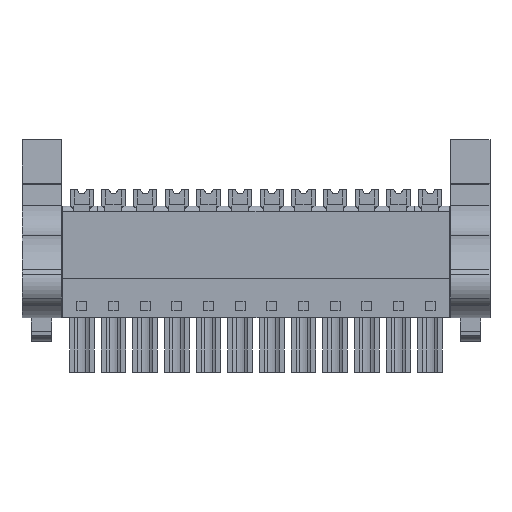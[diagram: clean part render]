
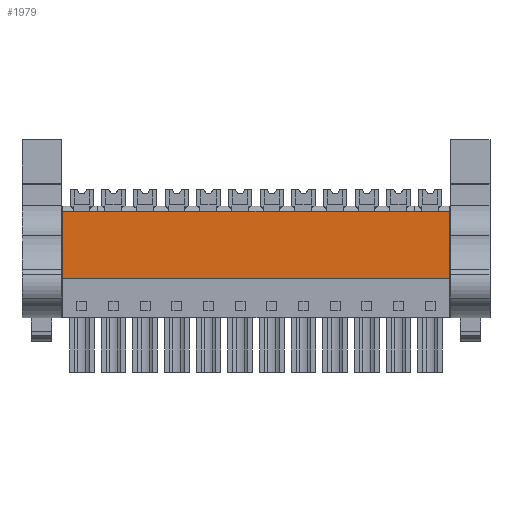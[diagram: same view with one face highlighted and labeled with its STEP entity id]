
A CAD part, front view. The second image highlights one B-rep face of the part: STEP entity #1979.
In plain terms, the highlighted planar face has unit normal (0, -1, 0).
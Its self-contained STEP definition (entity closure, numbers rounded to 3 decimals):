
#1959=AXIS2_PLACEMENT_3D('Plane Axis2P3D',#1956,#1957,#1958) ;
#77=CARTESIAN_POINT('Vertex',(4.9,2.029,11.25)) ;
#80=CARTESIAN_POINT('Line Origine',(4.9,2.029,13.3)) ;
#84=CARTESIAN_POINT('Vertex',(4.9,2.029,19.4)) ;
#1941=CARTESIAN_POINT('Vertex',(51.41,2.029,11.25)) ;
#1944=CARTESIAN_POINT('Line Origine',(28.155,2.029,11.25)) ;
#1956=CARTESIAN_POINT('Axis2P3D Location',(35.28,2.029,19.4)) ;
#1961=CARTESIAN_POINT('Line Origine',(51.41,2.029,15.325)) ;
#1965=CARTESIAN_POINT('Vertex',(51.41,2.029,19.4)) ;
#1968=CARTESIAN_POINT('Line Origine',(28.155,2.029,19.4)) ;
#81=DIRECTION('Vector Direction',(0.,0.,1.)) ;
#1945=DIRECTION('Vector Direction',(1.,0.,0.)) ;
#1957=DIRECTION('Axis2P3D Direction',(0.,-1.,0.)) ;
#1958=DIRECTION('Axis2P3D XDirection',(0.,0.,-1.)) ;
#1962=DIRECTION('Vector Direction',(0.,0.,-1.)) ;
#1969=DIRECTION('Vector Direction',(1.,0.,0.)) ;
#82=VECTOR('Line Direction',#81,1.) ;
#1946=VECTOR('Line Direction',#1945,1.) ;
#1963=VECTOR('Line Direction',#1962,1.) ;
#1970=VECTOR('Line Direction',#1969,1.) ;
#1974=ORIENTED_EDGE('',*,*,#1948,.T.) ;
#1975=ORIENTED_EDGE('',*,*,#1967,.F.) ;
#1976=ORIENTED_EDGE('',*,*,#1972,.F.) ;
#1977=ORIENTED_EDGE('',*,*,#86,.F.) ;
#1979=ADVANCED_FACE('HOUSING',(#1978),#1960,.T.) ;
#86=EDGE_CURVE('',#78,#85,#83,.T.) ;
#1948=EDGE_CURVE('',#78,#1942,#1947,.T.) ;
#1967=EDGE_CURVE('',#1966,#1942,#1964,.T.) ;
#1972=EDGE_CURVE('',#85,#1966,#1971,.T.) ;
#1973=EDGE_LOOP('',(#1974,#1975,#1976,#1977)) ;
#1978=FACE_OUTER_BOUND('',#1973,.T.) ;
#83=LINE('Line',#80,#82) ;
#1947=LINE('Line',#1944,#1946) ;
#1964=LINE('Line',#1961,#1963) ;
#1971=LINE('Line',#1968,#1970) ;
#1960=PLANE('',#1959) ;
#78=VERTEX_POINT('',#77) ;
#85=VERTEX_POINT('',#84) ;
#1942=VERTEX_POINT('',#1941) ;
#1966=VERTEX_POINT('',#1965) ;
